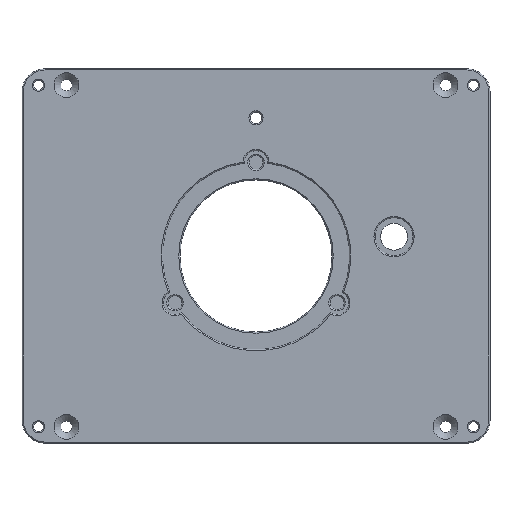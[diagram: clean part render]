
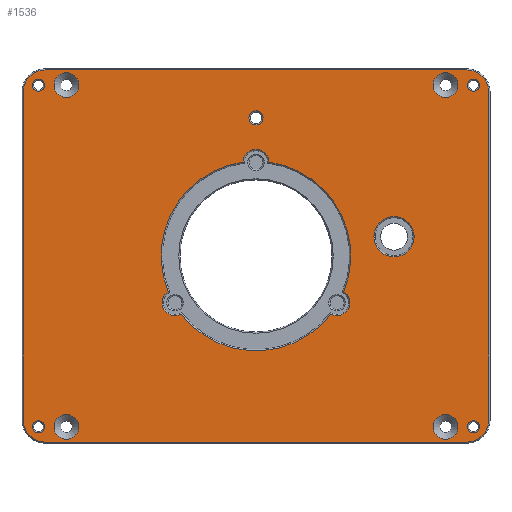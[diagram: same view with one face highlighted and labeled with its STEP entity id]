
A CAD part, top view. The second image highlights one B-rep face of the part: STEP entity #1536.
In plain terms, the highlighted planar face has unit normal (0, 0, 1).
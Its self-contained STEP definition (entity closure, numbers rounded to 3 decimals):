
#73=FACE_BOUND('',#278,.T.);
#74=FACE_BOUND('',#279,.T.);
#75=FACE_BOUND('',#280,.T.);
#76=FACE_BOUND('',#281,.T.);
#77=FACE_BOUND('',#282,.T.);
#78=FACE_BOUND('',#283,.T.);
#79=FACE_BOUND('',#284,.T.);
#80=FACE_BOUND('',#285,.T.);
#81=FACE_BOUND('',#286,.T.);
#82=FACE_BOUND('',#287,.T.);
#83=FACE_BOUND('',#288,.T.);
#93=PLANE('',#1725);
#155=FACE_OUTER_BOUND('',#277,.T.);
#277=EDGE_LOOP('',(#1231,#1232,#1233,#1234,#1235,#1236,#1237,#1238));
#278=EDGE_LOOP('',(#1239));
#279=EDGE_LOOP('',(#1240,#1241,#1242,#1243,#1244,#1245));
#280=EDGE_LOOP('',(#1246));
#281=EDGE_LOOP('',(#1247));
#282=EDGE_LOOP('',(#1248));
#283=EDGE_LOOP('',(#1249));
#284=EDGE_LOOP('',(#1250));
#285=EDGE_LOOP('',(#1251));
#286=EDGE_LOOP('',(#1252));
#287=EDGE_LOOP('',(#1253));
#288=EDGE_LOOP('',(#1254));
#399=LINE('',#2604,#503);
#400=LINE('',#2608,#504);
#401=LINE('',#2612,#505);
#402=LINE('',#2616,#506);
#503=VECTOR('',#2122,10.);
#504=VECTOR('',#2125,10.);
#505=VECTOR('',#2128,10.);
#506=VECTOR('',#2131,10.);
#620=CIRCLE('',#1724,2.617);
#621=CIRCLE('',#1726,9.4);
#622=CIRCLE('',#1727,9.4);
#623=CIRCLE('',#1728,9.4);
#624=CIRCLE('',#1729,9.4);
#625=CIRCLE('',#1730,2.617);
#626=CIRCLE('',#1731,5.5);
#627=CIRCLE('',#1732,40.5);
#628=CIRCLE('',#1733,5.5);
#629=CIRCLE('',#1734,40.5);
#630=CIRCLE('',#1735,5.5);
#631=CIRCLE('',#1736,40.5);
#632=CIRCLE('',#1737,2.617);
#633=CIRCLE('',#1738,5.3);
#634=CIRCLE('',#1739,5.3);
#635=CIRCLE('',#1740,5.3);
#636=CIRCLE('',#1741,5.3);
#637=CIRCLE('',#1742,2.617);
#638=CIRCLE('',#1743,8.6);
#639=CIRCLE('',#1744,3.018);
#738=VERTEX_POINT('',#2598);
#739=VERTEX_POINT('',#2602);
#740=VERTEX_POINT('',#2603);
#741=VERTEX_POINT('',#2605);
#742=VERTEX_POINT('',#2607);
#743=VERTEX_POINT('',#2609);
#744=VERTEX_POINT('',#2611);
#745=VERTEX_POINT('',#2613);
#746=VERTEX_POINT('',#2615);
#747=VERTEX_POINT('',#2618);
#748=VERTEX_POINT('',#2620);
#749=VERTEX_POINT('',#2621);
#750=VERTEX_POINT('',#2623);
#751=VERTEX_POINT('',#2625);
#752=VERTEX_POINT('',#2627);
#753=VERTEX_POINT('',#2629);
#754=VERTEX_POINT('',#2632);
#755=VERTEX_POINT('',#2634);
#756=VERTEX_POINT('',#2636);
#757=VERTEX_POINT('',#2638);
#758=VERTEX_POINT('',#2640);
#759=VERTEX_POINT('',#2642);
#760=VERTEX_POINT('',#2644);
#761=VERTEX_POINT('',#2646);
#915=EDGE_CURVE('',#738,#738,#620,.T.);
#917=EDGE_CURVE('',#739,#740,#399,.T.);
#918=EDGE_CURVE('',#741,#739,#621,.T.);
#919=EDGE_CURVE('',#742,#741,#400,.T.);
#920=EDGE_CURVE('',#743,#742,#622,.T.);
#921=EDGE_CURVE('',#744,#743,#401,.T.);
#922=EDGE_CURVE('',#745,#744,#623,.T.);
#923=EDGE_CURVE('',#746,#745,#402,.T.);
#924=EDGE_CURVE('',#740,#746,#624,.T.);
#925=EDGE_CURVE('',#747,#747,#625,.T.);
#926=EDGE_CURVE('',#748,#749,#626,.T.);
#927=EDGE_CURVE('',#750,#748,#627,.T.);
#928=EDGE_CURVE('',#751,#750,#628,.T.);
#929=EDGE_CURVE('',#752,#751,#629,.T.);
#930=EDGE_CURVE('',#753,#752,#630,.T.);
#931=EDGE_CURVE('',#749,#753,#631,.T.);
#932=EDGE_CURVE('',#754,#754,#632,.T.);
#933=EDGE_CURVE('',#755,#755,#633,.T.);
#934=EDGE_CURVE('',#756,#756,#634,.T.);
#935=EDGE_CURVE('',#757,#757,#635,.T.);
#936=EDGE_CURVE('',#758,#758,#636,.T.);
#937=EDGE_CURVE('',#759,#759,#637,.T.);
#938=EDGE_CURVE('',#760,#760,#638,.T.);
#939=EDGE_CURVE('',#761,#761,#639,.T.);
#1231=ORIENTED_EDGE('',*,*,#917,.F.);
#1232=ORIENTED_EDGE('',*,*,#918,.F.);
#1233=ORIENTED_EDGE('',*,*,#919,.F.);
#1234=ORIENTED_EDGE('',*,*,#920,.F.);
#1235=ORIENTED_EDGE('',*,*,#921,.F.);
#1236=ORIENTED_EDGE('',*,*,#922,.F.);
#1237=ORIENTED_EDGE('',*,*,#923,.F.);
#1238=ORIENTED_EDGE('',*,*,#924,.F.);
#1239=ORIENTED_EDGE('',*,*,#925,.F.);
#1240=ORIENTED_EDGE('',*,*,#926,.F.);
#1241=ORIENTED_EDGE('',*,*,#927,.F.);
#1242=ORIENTED_EDGE('',*,*,#928,.F.);
#1243=ORIENTED_EDGE('',*,*,#929,.F.);
#1244=ORIENTED_EDGE('',*,*,#930,.F.);
#1245=ORIENTED_EDGE('',*,*,#931,.F.);
#1246=ORIENTED_EDGE('',*,*,#932,.F.);
#1247=ORIENTED_EDGE('',*,*,#933,.F.);
#1248=ORIENTED_EDGE('',*,*,#934,.F.);
#1249=ORIENTED_EDGE('',*,*,#935,.F.);
#1250=ORIENTED_EDGE('',*,*,#936,.F.);
#1251=ORIENTED_EDGE('',*,*,#937,.F.);
#1252=ORIENTED_EDGE('',*,*,#938,.F.);
#1253=ORIENTED_EDGE('',*,*,#939,.F.);
#1254=ORIENTED_EDGE('',*,*,#915,.F.);
#1536=ADVANCED_FACE('',(#155,#73,#74,#75,#76,#77,#78,#79,#80,#81,#82,#83),
#93,.T.);
#1724=AXIS2_PLACEMENT_3D('',#2599,#2117,#2118);
#1725=AXIS2_PLACEMENT_3D('',#2601,#2120,#2121);
#1726=AXIS2_PLACEMENT_3D('',#2606,#2123,#2124);
#1727=AXIS2_PLACEMENT_3D('',#2610,#2126,#2127);
#1728=AXIS2_PLACEMENT_3D('',#2614,#2129,#2130);
#1729=AXIS2_PLACEMENT_3D('',#2617,#2132,#2133);
#1730=AXIS2_PLACEMENT_3D('',#2619,#2134,#2135);
#1731=AXIS2_PLACEMENT_3D('',#2622,#2136,#2137);
#1732=AXIS2_PLACEMENT_3D('',#2624,#2138,#2139);
#1733=AXIS2_PLACEMENT_3D('',#2626,#2140,#2141);
#1734=AXIS2_PLACEMENT_3D('',#2628,#2142,#2143);
#1735=AXIS2_PLACEMENT_3D('',#2630,#2144,#2145);
#1736=AXIS2_PLACEMENT_3D('',#2631,#2146,#2147);
#1737=AXIS2_PLACEMENT_3D('',#2633,#2148,#2149);
#1738=AXIS2_PLACEMENT_3D('',#2635,#2150,#2151);
#1739=AXIS2_PLACEMENT_3D('',#2637,#2152,#2153);
#1740=AXIS2_PLACEMENT_3D('',#2639,#2154,#2155);
#1741=AXIS2_PLACEMENT_3D('',#2641,#2156,#2157);
#1742=AXIS2_PLACEMENT_3D('',#2643,#2158,#2159);
#1743=AXIS2_PLACEMENT_3D('',#2645,#2160,#2161);
#1744=AXIS2_PLACEMENT_3D('',#2647,#2162,#2163);
#2117=DIRECTION('center_axis',(0.,0.,1.));
#2118=DIRECTION('ref_axis',(1.,0.,0.));
#2120=DIRECTION('center_axis',(0.,0.,1.));
#2121=DIRECTION('ref_axis',(1.,0.,0.));
#2122=DIRECTION('',(-1.,0.,0.));
#2123=DIRECTION('center_axis',(0.,0.,-1.));
#2124=DIRECTION('ref_axis',(0.707,-0.707,0.));
#2125=DIRECTION('',(0.,-1.,0.));
#2126=DIRECTION('center_axis',(0.,0.,-1.));
#2127=DIRECTION('ref_axis',(0.707,0.707,0.));
#2128=DIRECTION('',(1.,0.,0.));
#2129=DIRECTION('center_axis',(0.,0.,-1.));
#2130=DIRECTION('ref_axis',(-0.707,0.707,0.));
#2131=DIRECTION('',(0.,1.,0.));
#2132=DIRECTION('center_axis',(0.,0.,-1.));
#2133=DIRECTION('ref_axis',(-0.707,-0.707,0.));
#2134=DIRECTION('center_axis',(0.,0.,1.));
#2135=DIRECTION('ref_axis',(1.,0.,0.));
#2136=DIRECTION('center_axis',(0.,0.,1.));
#2137=DIRECTION('ref_axis',(1.,0.,0.));
#2138=DIRECTION('center_axis',(0.,0.,1.));
#2139=DIRECTION('ref_axis',(-1.,0.,0.));
#2140=DIRECTION('center_axis',(0.,0.,1.));
#2141=DIRECTION('ref_axis',(-1.,0.,0.));
#2142=DIRECTION('center_axis',(0.,0.,1.));
#2143=DIRECTION('ref_axis',(-1.,0.,0.));
#2144=DIRECTION('center_axis',(0.,0.,1.));
#2145=DIRECTION('ref_axis',(-1.,0.,0.));
#2146=DIRECTION('center_axis',(0.,0.,1.));
#2147=DIRECTION('ref_axis',(1.,0.,0.));
#2148=DIRECTION('center_axis',(0.,0.,1.));
#2149=DIRECTION('ref_axis',(1.,0.,0.));
#2150=DIRECTION('center_axis',(0.,0.,1.));
#2151=DIRECTION('ref_axis',(1.,0.,0.));
#2152=DIRECTION('center_axis',(0.,0.,1.));
#2153=DIRECTION('ref_axis',(1.,0.,0.));
#2154=DIRECTION('center_axis',(0.,0.,1.));
#2155=DIRECTION('ref_axis',(1.,0.,0.));
#2156=DIRECTION('center_axis',(0.,0.,1.));
#2157=DIRECTION('ref_axis',(1.,0.,0.));
#2158=DIRECTION('center_axis',(0.,0.,1.));
#2159=DIRECTION('ref_axis',(1.,0.,0.));
#2160=DIRECTION('center_axis',(0.,0.,1.));
#2161=DIRECTION('ref_axis',(-1.,0.,0.));
#2162=DIRECTION('center_axis',(0.,0.,1.));
#2163=DIRECTION('ref_axis',(-1.,0.,0.));
#2598=CARTESIAN_POINT('',(90.383,73.,0.));
#2599=CARTESIAN_POINT('Origin',(93.,73.,0.));
#2601=CARTESIAN_POINT('Origin',(0.,0.,0.));
#2602=CARTESIAN_POINT('',(90.1,-79.5,0.));
#2603=CARTESIAN_POINT('',(-90.1,-79.5,0.));
#2604=CARTESIAN_POINT('',(50.,-79.5,0.));
#2605=CARTESIAN_POINT('',(99.5,-70.1,0.));
#2606=CARTESIAN_POINT('Origin',(90.1,-70.1,0.));
#2607=CARTESIAN_POINT('',(99.5,70.1,0.));
#2608=CARTESIAN_POINT('',(99.5,40.,0.));
#2609=CARTESIAN_POINT('',(90.1,79.5,0.));
#2610=CARTESIAN_POINT('Origin',(90.1,70.1,0.));
#2611=CARTESIAN_POINT('',(-90.1,79.5,0.));
#2612=CARTESIAN_POINT('',(-50.,79.5,0.));
#2613=CARTESIAN_POINT('',(-99.5,70.1,0.));
#2614=CARTESIAN_POINT('Origin',(-90.1,70.1,0.));
#2615=CARTESIAN_POINT('',(-99.5,-70.1,0.));
#2616=CARTESIAN_POINT('',(-99.5,-40.,0.));
#2617=CARTESIAN_POINT('Origin',(-90.1,-70.1,0.));
#2618=CARTESIAN_POINT('',(-95.617,73.,0.));
#2619=CARTESIAN_POINT('Origin',(-93.,73.,0.));
#2620=CARTESIAN_POINT('',(32.,-24.824,0.));
#2621=CARTESIAN_POINT('',(37.499,-15.301,0.));
#2622=CARTESIAN_POINT('Origin',(34.641,-20.,0.));
#2623=CARTESIAN_POINT('',(-32.,-24.824,0.));
#2624=CARTESIAN_POINT('Origin',(0.,0.,
0.));
#2625=CARTESIAN_POINT('',(-37.499,-15.301,0.));
#2626=CARTESIAN_POINT('Origin',(-34.641,-20.,0.));
#2627=CARTESIAN_POINT('',(-5.499,40.125,0.));
#2628=CARTESIAN_POINT('Origin',(0.,0.,
0.));
#2629=CARTESIAN_POINT('',(5.499,40.125,0.));
#2630=CARTESIAN_POINT('Origin',(0.,40.,0.));
#2631=CARTESIAN_POINT('Origin',(0.,0.,
0.));
#2632=CARTESIAN_POINT('',(90.383,-73.,0.));
#2633=CARTESIAN_POINT('Origin',(93.,-73.,0.));
#2634=CARTESIAN_POINT('',(75.7,-73.,0.));
#2635=CARTESIAN_POINT('Origin',(81.,-73.,0.));
#2636=CARTESIAN_POINT('',(-86.3,73.,0.));
#2637=CARTESIAN_POINT('Origin',(-81.,73.,0.));
#2638=CARTESIAN_POINT('',(-86.3,-73.,0.));
#2639=CARTESIAN_POINT('Origin',(-81.,-73.,0.));
#2640=CARTESIAN_POINT('',(75.7,73.,0.));
#2641=CARTESIAN_POINT('Origin',(81.,73.,0.));
#2642=CARTESIAN_POINT('',(-95.617,-73.,0.));
#2643=CARTESIAN_POINT('Origin',(-93.,-73.,0.));
#2644=CARTESIAN_POINT('',(67.6,8.25,0.));
#2645=CARTESIAN_POINT('Origin',(59.,8.25,0.));
#2646=CARTESIAN_POINT('',(3.018,59.,0.));
#2647=CARTESIAN_POINT('Origin',(0.,59.,0.));
